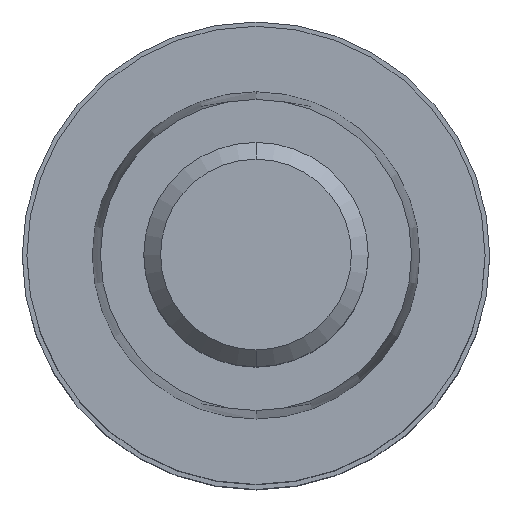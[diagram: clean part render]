
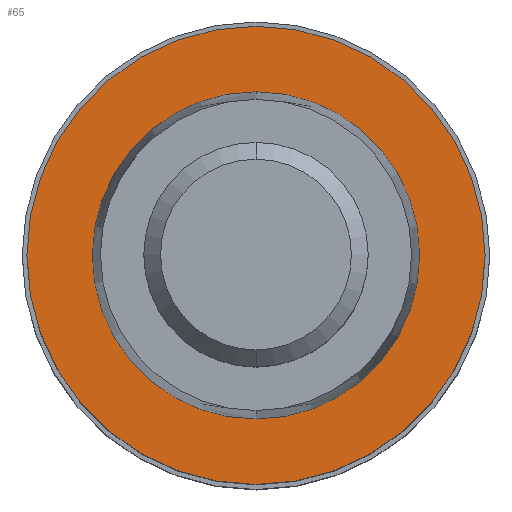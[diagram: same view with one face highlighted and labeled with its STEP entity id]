
A CAD part, top view. The second image highlights one B-rep face of the part: STEP entity #65.
In plain terms, the highlighted planar face has unit normal (0, 0, 1).
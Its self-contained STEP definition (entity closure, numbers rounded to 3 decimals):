
#32=FACE_BOUND('',#103,.T.);
#33=FACE_BOUND('',#104,.T.);
#54=PLANE('',#377);
#65=ADVANCED_FACE('',(#32,#33),#54,.F.);
#103=EDGE_LOOP('',(#140,#141));
#104=EDGE_LOOP('',(#142,#143));
#140=ORIENTED_EDGE('',*,*,#202,.F.);
#141=ORIENTED_EDGE('',*,*,#206,.F.);
#142=ORIENTED_EDGE('',*,*,#207,.F.);
#143=ORIENTED_EDGE('',*,*,#208,.F.);
#179=VERTEX_POINT('',#540);
#181=VERTEX_POINT('',#543);
#183=VERTEX_POINT('',#553);
#184=VERTEX_POINT('',#554);
#202=EDGE_CURVE('',#179,#181,#234,.T.);
#206=EDGE_CURVE('',#181,#179,#237,.T.);
#207=EDGE_CURVE('',#183,#184,#238,.T.);
#208=EDGE_CURVE('',#184,#183,#239,.T.);
#234=CIRCLE('',#368,12.25);
#237=CIRCLE('',#373,12.25);
#238=CIRCLE('',#375,8.75);
#239=CIRCLE('',#376,8.75);
#368=AXIS2_PLACEMENT_3D('',#542,#446,#447);
#373=AXIS2_PLACEMENT_3D('',#550,#457,#458);
#375=AXIS2_PLACEMENT_3D('',#552,#461,#462);
#376=AXIS2_PLACEMENT_3D('',#555,#463,#464);
#377=AXIS2_PLACEMENT_3D('',#556,#465,#466);
#446=DIRECTION('',(0.,0.,-1.));
#447=DIRECTION('',(0.,1.,0.));
#457=DIRECTION('',(0.,0.,-1.));
#458=DIRECTION('',(0.,-1.,0.));
#461=DIRECTION('',(0.,0.,1.));
#462=DIRECTION('',(0.,1.,0.));
#463=DIRECTION('',(0.,0.,1.));
#464=DIRECTION('',(0.,-1.,0.));
#465=DIRECTION('',(0.,0.,-1.));
#466=DIRECTION('',(0.,1.,0.));
#540=CARTESIAN_POINT('',(0.,12.25,37.5));
#542=CARTESIAN_POINT('',(0.,0.,37.5));
#543=CARTESIAN_POINT('',(0.,-12.25,37.5));
#550=CARTESIAN_POINT('',(0.,0.,37.5));
#552=CARTESIAN_POINT('',(0.,0.,37.5));
#553=CARTESIAN_POINT('',(0.,8.75,37.5));
#554=CARTESIAN_POINT('',(0.,-8.75,37.5));
#555=CARTESIAN_POINT('',(0.,0.,37.5));
#556=CARTESIAN_POINT('',(0.,0.,37.5));
